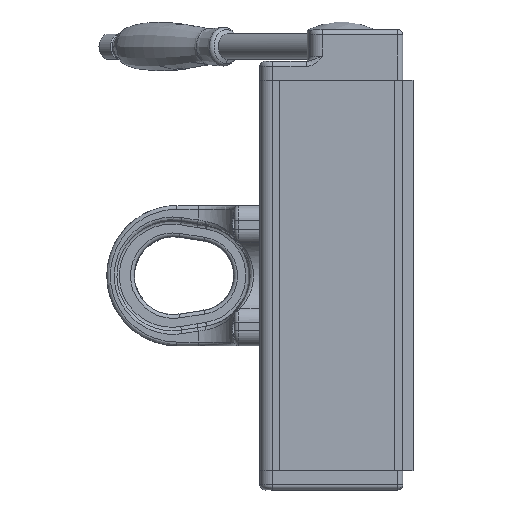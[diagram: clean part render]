
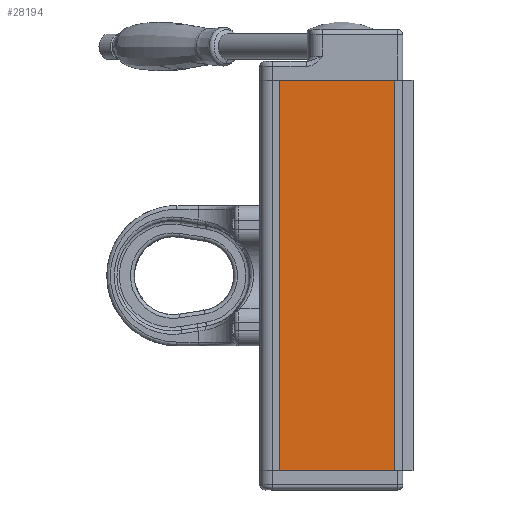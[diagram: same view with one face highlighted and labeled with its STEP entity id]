
A CAD part, left-side view. The second image highlights one B-rep face of the part: STEP entity #28194.
In plain terms, the highlighted planar face has unit normal (-1, 0, 0).
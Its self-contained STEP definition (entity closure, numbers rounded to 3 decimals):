
#2018=PLANE('',#31206);
#3733=FACE_OUTER_BOUND('',#5762,.T.);
#5762=EDGE_LOOP('',(#25114,#25115,#25116,#25117));
#7910=LINE('',#74787,#10130);
#7911=LINE('',#74790,#10131);
#7912=LINE('',#74792,#10132);
#7913=LINE('',#74793,#10133);
#10130=VECTOR('',#38796,1000.);
#10131=VECTOR('',#38799,1000.);
#10132=VECTOR('',#38800,1000.);
#10133=VECTOR('',#38801,1000.);
#13996=VERTEX_POINT('',#74781);
#13998=VERTEX_POINT('',#74785);
#13999=VERTEX_POINT('',#74789);
#14000=VERTEX_POINT('',#74791);
#17747=EDGE_CURVE('',#13996,#13998,#7910,.T.);
#17748=EDGE_CURVE('',#13996,#13999,#7911,.T.);
#17749=EDGE_CURVE('',#14000,#13998,#7912,.T.);
#17750=EDGE_CURVE('',#13999,#14000,#7913,.T.);
#25114=ORIENTED_EDGE('',*,*,#17748,.F.);
#25115=ORIENTED_EDGE('',*,*,#17747,.T.);
#25116=ORIENTED_EDGE('',*,*,#17749,.F.);
#25117=ORIENTED_EDGE('',*,*,#17750,.F.);
#28194=ADVANCED_FACE('',(#3733),#2018,.T.);
#31206=AXIS2_PLACEMENT_3D('',#74788,#38797,#38798);
#38796=DIRECTION('',(0.,0.,1.));
#38797=DIRECTION('center_axis',(-1.,0.,0.));
#38798=DIRECTION('ref_axis',(0.,-1.,0.));
#38799=DIRECTION('',(0.,1.,0.));
#38800=DIRECTION('',(0.,-1.,0.));
#38801=DIRECTION('',(0.,0.,1.));
#74781=CARTESIAN_POINT('',(-71.73,-35.451,153.));
#74785=CARTESIAN_POINT('',(-71.73,-35.451,459.));
#74787=CARTESIAN_POINT('',(-71.73,-35.451,60.622));
#74788=CARTESIAN_POINT('Origin',(-71.73,55.183,60.622));
#74789=CARTESIAN_POINT('',(-71.73,55.183,153.));
#74790=CARTESIAN_POINT('',(-71.73,55.183,153.));
#74791=CARTESIAN_POINT('',(-71.73,55.183,459.));
#74792=CARTESIAN_POINT('',(-71.73,55.183,459.));
#74793=CARTESIAN_POINT('',(-71.73,55.183,60.622));
